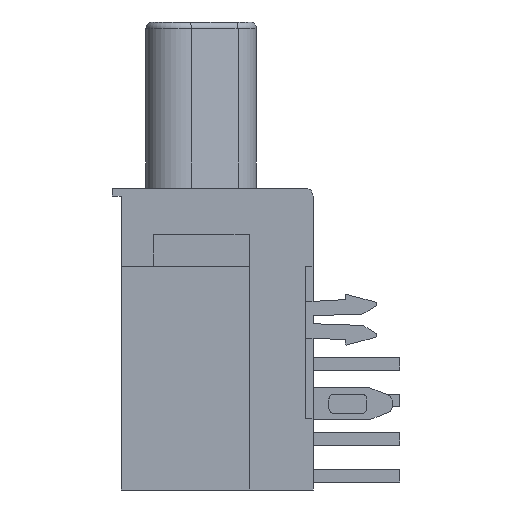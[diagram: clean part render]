
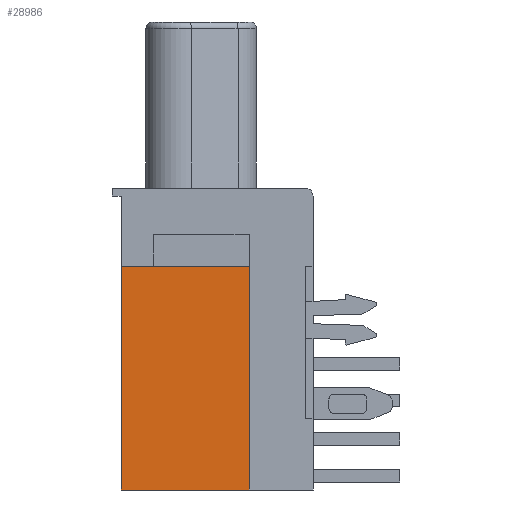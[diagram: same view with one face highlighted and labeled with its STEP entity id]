
A CAD part, left-side view. The second image highlights one B-rep face of the part: STEP entity #28986.
In plain terms, the highlighted planar face has unit normal (-1, 0, 0).
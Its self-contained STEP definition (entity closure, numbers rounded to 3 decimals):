
#2031=FACE_OUTER_BOUND('',#3752,.T.);
#3752=EDGE_LOOP('',(#25638,#25639,#25640,#25641));
#7828=LINE('',#46728,#11352);
#7829=LINE('',#46730,#11353);
#7830=LINE('',#46732,#11354);
#7831=LINE('',#46733,#11355);
#11352=VECTOR('',#38474,1.);
#11353=VECTOR('',#38475,1.);
#11354=VECTOR('',#38476,1.);
#11355=VECTOR('',#38477,1.);
#14094=VERTEX_POINT('',#46726);
#14095=VERTEX_POINT('',#46727);
#14096=VERTEX_POINT('',#46729);
#14097=VERTEX_POINT('',#46731);
#18093=EDGE_CURVE('',#14094,#14095,#7828,.T.);
#18094=EDGE_CURVE('',#14096,#14095,#7829,.T.);
#18095=EDGE_CURVE('',#14097,#14096,#7830,.T.);
#18096=EDGE_CURVE('',#14094,#14097,#7831,.T.);
#25638=ORIENTED_EDGE('',*,*,#18093,.T.);
#25639=ORIENTED_EDGE('',*,*,#18094,.F.);
#25640=ORIENTED_EDGE('',*,*,#18095,.F.);
#25641=ORIENTED_EDGE('',*,*,#18096,.F.);
#27488=PLANE('',#31026);
#28986=ADVANCED_FACE('',(#2031),#27488,.F.);
#31026=AXIS2_PLACEMENT_3D('',#46725,#38472,#38473);
#38472=DIRECTION('center_axis',(1.,0.,0.));
#38473=DIRECTION('ref_axis',(0.,0.,-1.));
#38474=DIRECTION('',(0.,-1.,0.));
#38475=DIRECTION('',(0.,0.,-1.));
#38476=DIRECTION('',(0.,-1.,0.));
#38477=DIRECTION('',(0.,0.,1.));
#46725=CARTESIAN_POINT('Origin',(-16.15,6.,-2.45));
#46726=CARTESIAN_POINT('',(-16.15,6.,-9.45));
#46727=CARTESIAN_POINT('',(-16.15,2.,-9.45));
#46728=CARTESIAN_POINT('',(-16.15,6.,-9.45));
#46729=CARTESIAN_POINT('',(-16.15,2.,-2.45));
#46730=CARTESIAN_POINT('',(-16.15,2.,-2.45));
#46731=CARTESIAN_POINT('',(-16.15,6.,-2.45));
#46732=CARTESIAN_POINT('',(-16.15,6.,-2.45));
#46733=CARTESIAN_POINT('',(-16.15,6.,-9.45));
